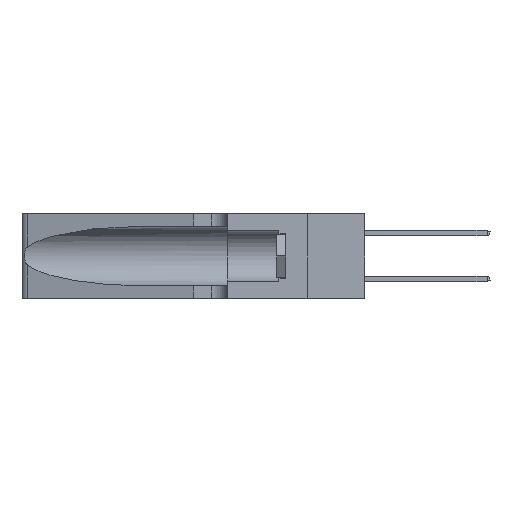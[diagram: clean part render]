
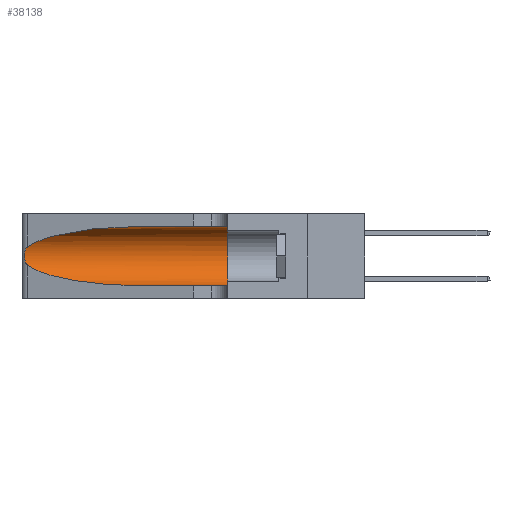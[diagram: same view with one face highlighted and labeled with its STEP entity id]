
A CAD part, left-side view. The second image highlights one B-rep face of the part: STEP entity #38138.
In plain terms, the highlighted cylindrical face has radius 3.308 mm (diameter 6.617 mm), a partial arc.
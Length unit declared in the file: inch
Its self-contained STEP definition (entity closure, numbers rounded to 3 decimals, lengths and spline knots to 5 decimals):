
#189 = CARTESIAN_POINT ( 'NONE',  ( 0.18966, 0.96281, 0.05475 ) ) ;
#862 = CIRCLE ( 'NONE', #13982, 0.13025 ) ;
#1100 = B_SPLINE_CURVE_WITH_KNOTS ( 'NONE', 3,
 ( #5073, #26661, #8184, #8506, #8014, #26816, #12227, #15791, #41599, #37677, #15624, #33930, #34579, #15456 ),
 .UNSPECIFIED., .F., .F.,
 ( 4, 2, 2, 2, 2, 2, 4 ),
 ( 0., 0.00027, 0.00053, 0.00107, 0.0016, 0.00187, 0.00214 ),
 .UNSPECIFIED. ) ;
#1181 = DIRECTION ( 'NONE',  ( 0., -1., 0. ) ) ;
#2341 =( BOUNDED_CURVE ( )  B_SPLINE_CURVE ( 3, ( #41556, #29982, #44985, #37315 ),
 .UNSPECIFIED., .F., .T. ) 
 B_SPLINE_CURVE_WITH_KNOTS ( ( 4, 4 ),
 ( 1.5708, 2.84003 ),
 .UNSPECIFIED. ) 
 CURVE ( )  GEOMETRIC_REPRESENTATION_ITEM ( )  RATIONAL_B_SPLINE_CURVE ( ( 1., 0.87, 0.87, 1. ) ) 
 REPRESENTATION_ITEM ( '' )  );
#5073 = CARTESIAN_POINT ( 'NONE',  ( 0.25487, 1.22718, 0.22369 ) ) ;
#7397 =( BOUNDED_CURVE ( )  B_SPLINE_CURVE ( 3, ( #29604, #15179, #189, #18581 ),
 .UNSPECIFIED., .F., .F. ) 
 B_SPLINE_CURVE_WITH_KNOTS ( ( 4, 4 ),
 ( 3.44316, 4.71239 ),
 .UNSPECIFIED. ) 
 CURVE ( )  GEOMETRIC_REPRESENTATION_ITEM ( )  RATIONAL_B_SPLINE_CURVE ( ( 1., 0.87, 0.87, 1. ) ) 
 REPRESENTATION_ITEM ( '' )  );
#7829 = DIRECTION ( 'NONE',  ( 0., -1., 0. ) ) ;
#7961 = CARTESIAN_POINT ( 'NONE',  ( 0.25487, 1.22718, 0.14631 ) ) ;
#8014 = CARTESIAN_POINT ( 'NONE',  ( 0.25854, 1.2359, 0.20912 ) ) ;
#8033 = CARTESIAN_POINT ( 'NONE',  ( 0.1305, 0.35, 0.31525 ) ) ;
#8184 = CARTESIAN_POINT ( 'NONE',  ( 0.25639, 1.23184, 0.21858 ) ) ;
#8506 = CARTESIAN_POINT ( 'NONE',  ( 0.25787, 1.23484, 0.2124 ) ) ;
#8962 = DIRECTION ( 'NONE',  ( 0., -1., 0. ) ) ;
#10160 = EDGE_LOOP ( 'NONE', ( #11641, #15769, #40717, #39862, #41351, #21333 ) ) ;
#10363 = AXIS2_PLACEMENT_3D ( 'NONE', #34539, #8962, #34704 ) ;
#11017 = DIRECTION ( 'NONE',  ( 0., 0., 1. ) ) ;
#11315 = EDGE_CURVE ( 'NONE', #40220, #25611, #1100, .T. ) ;
#11641 = ORIENTED_EDGE ( 'NONE', *, *, #20649, .T. ) ;
#11668 = VECTOR ( 'NONE', #1181, 39.37008 ) ;
#12227 = CARTESIAN_POINT ( 'NONE',  ( 0.26075, 1.23896, 0.19203 ) ) ;
#12953 = VERTEX_POINT ( 'NONE', #18078 ) ;
#13982 = AXIS2_PLACEMENT_3D ( 'NONE', #40364, #29470, #11017 ) ;
#14258 = VERTEX_POINT ( 'NONE', #8033 ) ;
#15179 = CARTESIAN_POINT ( 'NONE',  ( 0.2373, 1.15595, 0.08982 ) ) ;
#15456 = CARTESIAN_POINT ( 'NONE',  ( 0.25487, 1.22718, 0.14631 ) ) ;
#15624 = CARTESIAN_POINT ( 'NONE',  ( 0.25789, 1.23486, 0.15765 ) ) ;
#15769 = ORIENTED_EDGE ( 'NONE', *, *, #11315, .T. ) ;
#15791 = CARTESIAN_POINT ( 'NONE',  ( 0.26075, 1.23896, 0.178 ) ) ;
#16023 = LINE ( 'NONE', #18528, #22926 ) ;
#18078 = CARTESIAN_POINT ( 'NONE',  ( 0.1305, 0.35, 0.05475 ) ) ;
#18528 = CARTESIAN_POINT ( 'NONE',  ( 0.1305, 1.61858, 0.05475 ) ) ;
#18581 = CARTESIAN_POINT ( 'NONE',  ( 0.1305, 0.72297, 0.05475 ) ) ;
#20649 = EDGE_CURVE ( 'NONE', #38342, #40220, #2341, .T. ) ;
#21333 = ORIENTED_EDGE ( 'NONE', *, *, #41613, .F. ) ;
#21821 = CARTESIAN_POINT ( 'NONE',  ( 0.1305, 0.72297, 0.31525 ) ) ;
#22926 = VECTOR ( 'NONE', #7829, 39.37008 ) ;
#24951 = FACE_OUTER_BOUND ( 'NONE', #10160, .T. ) ;
#25611 = VERTEX_POINT ( 'NONE', #7961 ) ;
#26661 = CARTESIAN_POINT ( 'NONE',  ( 0.25555, 1.22994, 0.2215 ) ) ;
#26816 = CARTESIAN_POINT ( 'NONE',  ( 0.26018, 1.23835, 0.19895 ) ) ;
#27171 = EDGE_CURVE ( 'NONE', #25611, #27466, #7397, .T. ) ;
#27466 = VERTEX_POINT ( 'NONE', #31530 ) ;
#27642 = CARTESIAN_POINT ( 'NONE',  ( 0.1305, 1.61858, 0.31525 ) ) ;
#29470 = DIRECTION ( 'NONE',  ( 0., 1., 0. ) ) ;
#29604 = CARTESIAN_POINT ( 'NONE',  ( 0.25487, 1.22718, 0.14631 ) ) ;
#29982 = CARTESIAN_POINT ( 'NONE',  ( 0.18966, 0.96281, 0.31525 ) ) ;
#31530 = CARTESIAN_POINT ( 'NONE',  ( 0.1305, 0.72297, 0.05475 ) ) ;
#33930 = CARTESIAN_POINT ( 'NONE',  ( 0.25639, 1.23186, 0.15144 ) ) ;
#34239 = EDGE_CURVE ( 'NONE', #14258, #12953, #862, .T. ) ;
#34539 = CARTESIAN_POINT ( 'NONE',  ( 0.1305, 1.61858, 0.185 ) ) ;
#34579 = CARTESIAN_POINT ( 'NONE',  ( 0.25555, 1.22993, 0.14849 ) ) ;
#34704 = DIRECTION ( 'NONE',  ( 0., 0., -1. ) ) ;
#37315 = CARTESIAN_POINT ( 'NONE',  ( 0.25487, 1.22718, 0.22369 ) ) ;
#37677 = CARTESIAN_POINT ( 'NONE',  ( 0.25856, 1.23593, 0.16098 ) ) ;
#38138 = ADVANCED_FACE ( 'NONE', ( #24951 ), #47601, .F. ) ;
#38342 = VERTEX_POINT ( 'NONE', #21821 ) ;
#39862 = ORIENTED_EDGE ( 'NONE', *, *, #46820, .T. ) ;
#40220 = VERTEX_POINT ( 'NONE', #42082 ) ;
#40364 = CARTESIAN_POINT ( 'NONE',  ( 0.1305, 0.35, 0.185 ) ) ;
#40717 = ORIENTED_EDGE ( 'NONE', *, *, #27171, .T. ) ;
#41351 = ORIENTED_EDGE ( 'NONE', *, *, #34239, .F. ) ;
#41556 = CARTESIAN_POINT ( 'NONE',  ( 0.1305, 0.72297, 0.31525 ) ) ;
#41599 = CARTESIAN_POINT ( 'NONE',  ( 0.26017, 1.23833, 0.17102 ) ) ;
#41613 = EDGE_CURVE ( 'NONE', #38342, #14258, #46535, .T. ) ;
#42082 = CARTESIAN_POINT ( 'NONE',  ( 0.25487, 1.22718, 0.22369 ) ) ;
#44985 = CARTESIAN_POINT ( 'NONE',  ( 0.2373, 1.15595, 0.28018 ) ) ;
#46535 = LINE ( 'NONE', #27642, #11668 ) ;
#46820 = EDGE_CURVE ( 'NONE', #27466, #12953, #16023, .T. ) ;
#47601 = CYLINDRICAL_SURFACE ( 'NONE', #10363, 0.13025 ) ;
